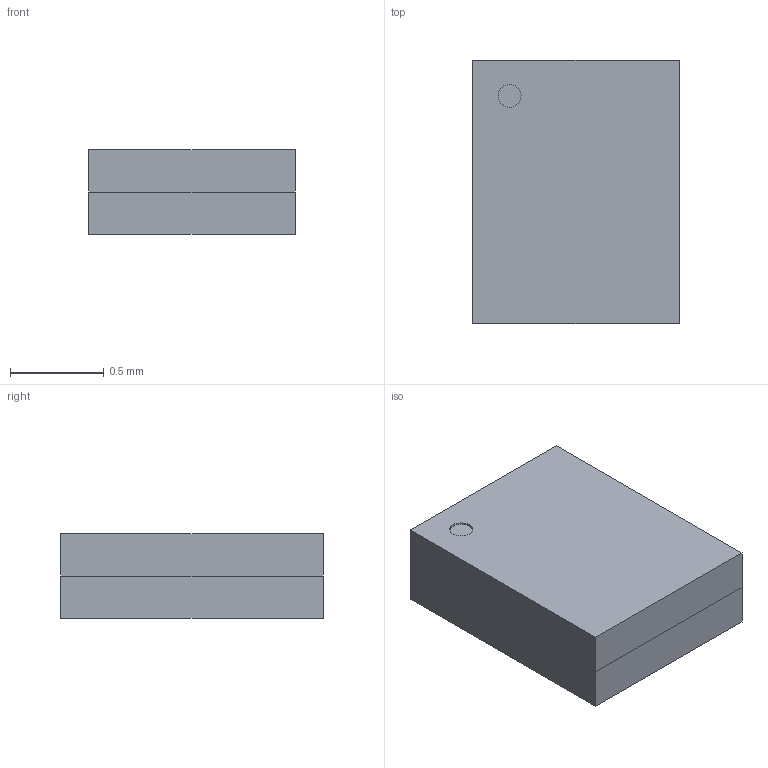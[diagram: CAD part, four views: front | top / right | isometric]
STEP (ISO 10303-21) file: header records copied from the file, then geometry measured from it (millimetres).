
FILE_DESCRIPTION(('FreeCAD Model'),'2;1');
FILE_NAME('Open CASCADE Shape Model','2024-11-07T13:47:26',('Author'),( ''),'Open CASCADE STEP processor 7.6','FreeCAD','Unknown');
FILE_SCHEMA(('AUTOMOTIVE_DESIGN { 1 0 10303 214 1 1 1 1 }'));
Length unit declared in the file: millimetre
Products named in the file (1): Pocket
Bounding box: 1.1 x 1.4 x 0.45 mm (x, y, z)
Volume: 0.7 mm3; surface area: 5.3 mm2
Topology: 1 solids, 1 shells, 12 faces, 23 edges, 14 vertices
Faces by surface type: plane 11, cylinder 1
Full cylindrical faces by diameter (mm): 0.122 x1
Entity records: 406 total; most frequent: DIRECTION 51, CARTESIAN_POINT 50, ORIENTED_EDGE 46, EDGE_CURVE 23, LINE 21, VECTOR 21, AXIS2_PLACEMENT_3D 15, VERTEX_POINT 14
